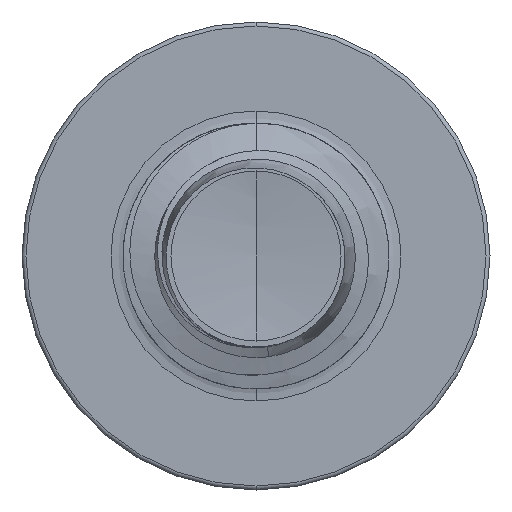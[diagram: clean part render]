
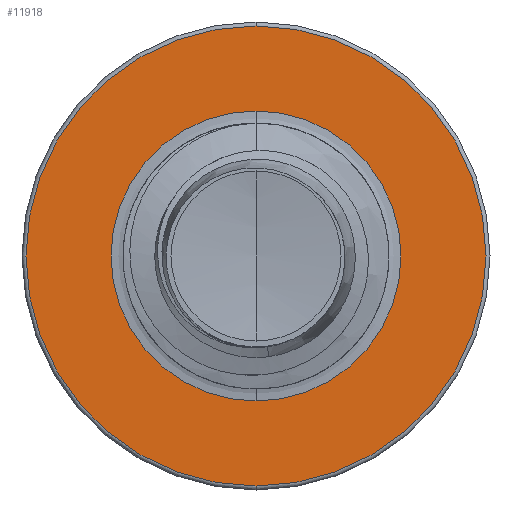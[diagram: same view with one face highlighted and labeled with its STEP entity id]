
A CAD part, front view. The second image highlights one B-rep face of the part: STEP entity #11918.
In plain terms, the highlighted planar face has unit normal (0, -1, 0).
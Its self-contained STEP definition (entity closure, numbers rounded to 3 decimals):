
#1408 = DIRECTION ( 'NONE',  ( 0., 1., 0. ) ) ;
#1465 = CARTESIAN_POINT ( 'NONE',  ( 0., 8.5, 0. ) ) ;
#1720 = ORIENTED_EDGE ( 'NONE', *, *, #8181, .T. ) ;
#2211 = ORIENTED_EDGE ( 'NONE', *, *, #9408, .F. ) ;
#3034 = VERTEX_POINT ( 'NONE', #12920 ) ;
#3194 = DIRECTION ( 'NONE',  ( 0., 0., 1. ) ) ;
#3235 = VERTEX_POINT ( 'NONE', #11055 ) ;
#3564 = VERTEX_POINT ( 'NONE', #17580 ) ;
#5245 = FACE_BOUND ( 'NONE', #16924, .T. ) ;
#5562 = CARTESIAN_POINT ( 'NONE',  ( 0., 8.5, 1.363 ) ) ;
#7596 = PLANE ( 'NONE',  #9973 ) ;
#7646 = FACE_OUTER_BOUND ( 'NONE', #21409, .T. ) ;
#8099 = CARTESIAN_POINT ( 'NONE',  ( 0., 8.5, 0. ) ) ;
#8181 = EDGE_CURVE ( 'NONE', #20631, #3235, #15415, .T. ) ;
#8210 = EDGE_CURVE ( 'NONE', #3564, #3034, #15477, .T. ) ;
#8214 = DIRECTION ( 'NONE',  ( 0., 1., 0. ) ) ;
#9256 = DIRECTION ( 'NONE',  ( 0., 0., 1. ) ) ;
#9408 = EDGE_CURVE ( 'NONE', #3034, #3564, #13128, .T. ) ;
#9762 = DIRECTION ( 'NONE',  ( 0., 0., 1. ) ) ;
#9971 = EDGE_CURVE ( 'NONE', #3235, #20631, #12025, .T. ) ;
#9973 = AXIS2_PLACEMENT_3D ( 'NONE', #15901, #19149, #9256 ) ;
#10389 = ORIENTED_EDGE ( 'NONE', *, *, #9971, .T. ) ;
#11055 = CARTESIAN_POINT ( 'NONE',  ( 0., 8.5, -1.363 ) ) ;
#11571 = CARTESIAN_POINT ( 'NONE',  ( 0., 8.5, 0. ) ) ;
#11755 = AXIS2_PLACEMENT_3D ( 'NONE', #8099, #19634, #9762 ) ;
#11918 = ADVANCED_FACE ( 'NONE', ( #7646, #5245 ), #7596, .F. ) ;
#11949 = ORIENTED_EDGE ( 'NONE', *, *, #8210, .F. ) ;
#12025 = CIRCLE ( 'NONE', #11755, 1.363 ) ;
#12920 = CARTESIAN_POINT ( 'NONE',  ( 0., 8.5, 2.163 ) ) ;
#13066 = AXIS2_PLACEMENT_3D ( 'NONE', #1465, #13306, #3194 ) ;
#13128 = CIRCLE ( 'NONE', #13066, 2.163 ) ;
#13253 = DIRECTION ( 'NONE',  ( 0., 0., 1. ) ) ;
#13306 = DIRECTION ( 'NONE',  ( 0., 1., 0. ) ) ;
#15177 = AXIS2_PLACEMENT_3D ( 'NONE', #18175, #8214, #19753 ) ;
#15313 = AXIS2_PLACEMENT_3D ( 'NONE', #11571, #1408, #13253 ) ;
#15415 = CIRCLE ( 'NONE', #15177, 1.363 ) ;
#15477 = CIRCLE ( 'NONE', #15313, 2.163 ) ;
#15901 = CARTESIAN_POINT ( 'NONE',  ( 0., 8.5, -1.363 ) ) ;
#16924 = EDGE_LOOP ( 'NONE', ( #1720, #10389 ) ) ;
#17580 = CARTESIAN_POINT ( 'NONE',  ( 0., 8.5, -2.162 ) ) ;
#18175 = CARTESIAN_POINT ( 'NONE',  ( 0., 8.5, 0. ) ) ;
#19149 = DIRECTION ( 'NONE',  ( 0., 1., 0. ) ) ;
#19634 = DIRECTION ( 'NONE',  ( 0., 1., 0. ) ) ;
#19753 = DIRECTION ( 'NONE',  ( 0., 0., 1. ) ) ;
#20631 = VERTEX_POINT ( 'NONE', #5562 ) ;
#21409 = EDGE_LOOP ( 'NONE', ( #2211, #11949 ) ) ;
